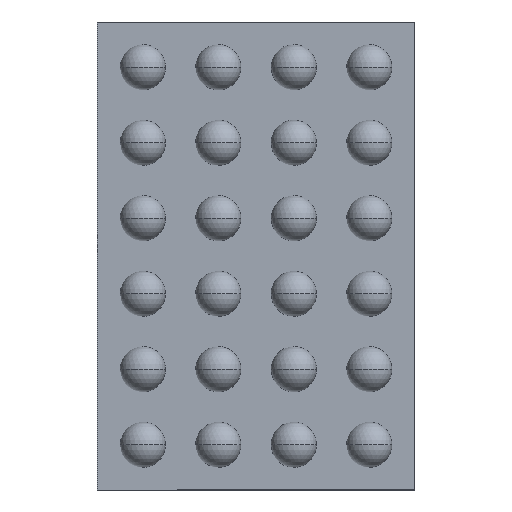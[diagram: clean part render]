
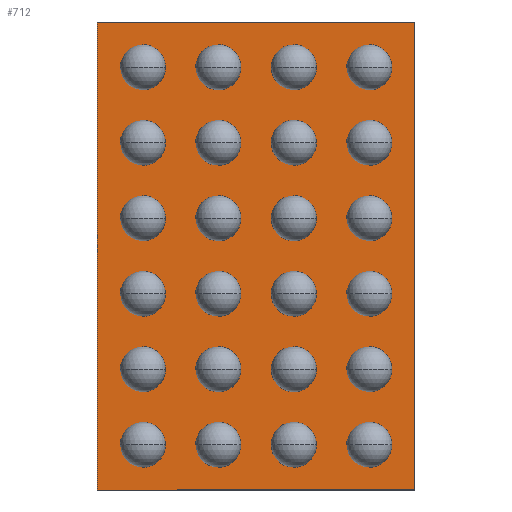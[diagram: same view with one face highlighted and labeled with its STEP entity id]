
A CAD part, front view. The second image highlights one B-rep face of the part: STEP entity #712.
In plain terms, the highlighted planar face has unit normal (0, -1, 0).
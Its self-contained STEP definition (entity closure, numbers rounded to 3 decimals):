
#10 = DIRECTION ( 'NONE',  ( 0., 0., 1. ) ) ;
#44 = CARTESIAN_POINT ( 'NONE',  ( 1.05, 0.25, -1.55 ) ) ;
#46 = VERTEX_POINT ( 'NONE', #2102 ) ;
#94 = VECTOR ( 'NONE', #883, 1000. ) ;
#99 = VECTOR ( 'NONE', #550, 1000. ) ;
#172 = EDGE_CURVE ( 'NONE', #1627, #1561, #206, .T. ) ;
#206 = LINE ( 'NONE', #1947, #765 ) ;
#223 = PLANE ( 'NONE',  #2267 ) ;
#376 = EDGE_LOOP ( 'NONE', ( #2264, #1546, #600, #533 ) ) ;
#390 = LINE ( 'NONE', #725, #94 ) ;
#509 = CARTESIAN_POINT ( 'NONE',  ( -1.05, 0.25, 1.55 ) ) ;
#533 = ORIENTED_EDGE ( 'NONE', *, *, #1876, .T. ) ;
#550 = DIRECTION ( 'NONE',  ( -1., 0., 0. ) ) ;
#600 = ORIENTED_EDGE ( 'NONE', *, *, #1681, .T. ) ;
#712 = ADVANCED_FACE ( 'NONE', ( #1453 ), #223, .F. ) ;
#725 = CARTESIAN_POINT ( 'NONE',  ( -1.05, 0.25, 1.55 ) ) ;
#765 = VECTOR ( 'NONE', #1985, 1000. ) ;
#797 = DIRECTION ( 'NONE',  ( 0., 1., 0. ) ) ;
#883 = DIRECTION ( 'NONE',  ( 0., 0., -1. ) ) ;
#1079 = CARTESIAN_POINT ( 'NONE',  ( -1.05, 0.25, -1.55 ) ) ;
#1294 = CARTESIAN_POINT ( 'NONE',  ( 0., 0.25, 0. ) ) ;
#1308 = DIRECTION ( 'NONE',  ( 0., 0., 1. ) ) ;
#1335 = VECTOR ( 'NONE', #10, 1000. ) ;
#1363 = VERTEX_POINT ( 'NONE', #509 ) ;
#1453 = FACE_OUTER_BOUND ( 'NONE', #376, .T. ) ;
#1474 = EDGE_CURVE ( 'NONE', #1363, #1627, #390, .T. ) ;
#1546 = ORIENTED_EDGE ( 'NONE', *, *, #172, .T. ) ;
#1561 = VERTEX_POINT ( 'NONE', #44 ) ;
#1578 = CARTESIAN_POINT ( 'NONE',  ( 1.05, 0.25, 1.55 ) ) ;
#1627 = VERTEX_POINT ( 'NONE', #1079 ) ;
#1681 = EDGE_CURVE ( 'NONE', #1561, #46, #2173, .T. ) ;
#1876 = EDGE_CURVE ( 'NONE', #46, #1363, #1996, .T. ) ;
#1947 = CARTESIAN_POINT ( 'NONE',  ( 1.05, 0.25, -1.55 ) ) ;
#1966 = CARTESIAN_POINT ( 'NONE',  ( 1.05, 0.25, 1.55 ) ) ;
#1985 = DIRECTION ( 'NONE',  ( 1., 0., 0. ) ) ;
#1996 = LINE ( 'NONE', #1966, #99 ) ;
#2102 = CARTESIAN_POINT ( 'NONE',  ( 1.05, 0.25, 1.55 ) ) ;
#2173 = LINE ( 'NONE', #1578, #1335 ) ;
#2264 = ORIENTED_EDGE ( 'NONE', *, *, #1474, .T. ) ;
#2267 = AXIS2_PLACEMENT_3D ( 'NONE', #1294, #797, #1308 ) ;
